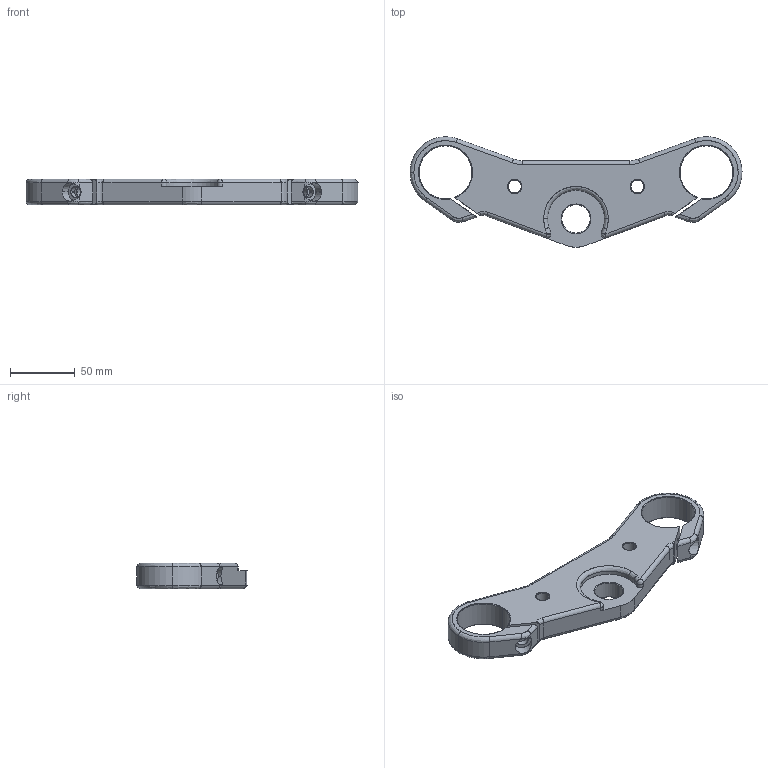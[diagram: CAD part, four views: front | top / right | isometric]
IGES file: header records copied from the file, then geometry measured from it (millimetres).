
Start section: SolidWorks IGES file using analytic representation for surfaces
Global section: file name: téfourche sup bobber.IGS; native system: SolidWorks 2011; preprocessor: SolidWorks 2011; author: FCR; date: 160503.151307; units: millimetre
Bounding box: 257 x 85.5 x 20 mm (x, y, z)
Surface area: 43122.7 mm2 (no closed solid volume)
Topology: 0 solids, 0 shells, 152 faces, 1917 edges, 1910 vertices
Faces by surface type: revolution 106, bspline 46
